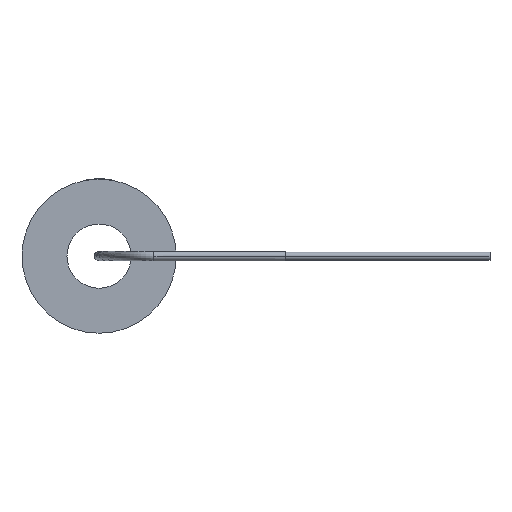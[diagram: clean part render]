
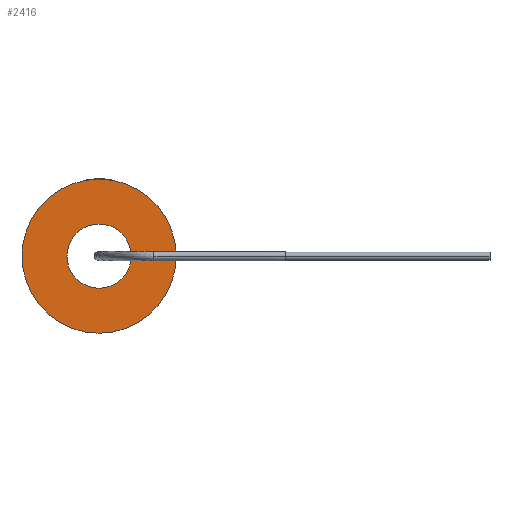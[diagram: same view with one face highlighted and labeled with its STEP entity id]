
A CAD part, left-side view. The second image highlights one B-rep face of the part: STEP entity #2416.
In plain terms, the highlighted planar face has unit normal (-1, 0, 0).
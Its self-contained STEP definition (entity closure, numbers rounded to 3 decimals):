
#39 = EDGE_CURVE ( 'NONE', #2872, #3591, #1241, .T. ) ;
#42 = PLANE ( 'NONE',  #3356 ) ;
#118 = DIRECTION ( 'NONE',  ( 1., 0., 0. ) ) ;
#419 = ORIENTED_EDGE ( 'NONE', *, *, #4428, .F. ) ;
#707 = VERTEX_POINT ( 'NONE', #1020 ) ;
#766 = EDGE_LOOP ( 'NONE', ( #419, #2240 ) ) ;
#832 = ORIENTED_EDGE ( 'NONE', *, *, #1217, .T. ) ;
#840 = ORIENTED_EDGE ( 'NONE', *, *, #39, .T. ) ;
#935 = AXIS2_PLACEMENT_3D ( 'NONE', #4008, #1954, #1595 ) ;
#1020 = CARTESIAN_POINT ( 'NONE',  ( 0., 0., 2.454 ) ) ;
#1208 = DIRECTION ( 'NONE',  ( 1., 0., 0. ) ) ;
#1217 = EDGE_CURVE ( 'NONE', #3591, #2872, #1551, .T. ) ;
#1241 = CIRCLE ( 'NONE', #1629, 1.023 ) ;
#1256 = DIRECTION ( 'NONE',  ( 0., 0., -1. ) ) ;
#1529 = CIRCLE ( 'NONE', #2825, 2.454 ) ;
#1551 = CIRCLE ( 'NONE', #3877, 1.023 ) ;
#1595 = DIRECTION ( 'NONE',  ( 0., 0., -1. ) ) ;
#1629 = AXIS2_PLACEMENT_3D ( 'NONE', #3363, #2402, #5182 ) ;
#1954 = DIRECTION ( 'NONE',  ( 1., 0., 0. ) ) ;
#1972 = CARTESIAN_POINT ( 'NONE',  ( 0., 0., 1.023 ) ) ;
#2026 = CARTESIAN_POINT ( 'NONE',  ( 0., 0., 0. ) ) ;
#2240 = ORIENTED_EDGE ( 'NONE', *, *, #3665, .F. ) ;
#2250 = CARTESIAN_POINT ( 'NONE',  ( 0., 0., -2.454 ) ) ;
#2402 = DIRECTION ( 'NONE',  ( 1., 0., 0. ) ) ;
#2416 = ADVANCED_FACE ( 'NONE', ( #4463, #3463 ), #42, .F. ) ;
#2825 = AXIS2_PLACEMENT_3D ( 'NONE', #3413, #118, #3357 ) ;
#2872 = VERTEX_POINT ( 'NONE', #3568 ) ;
#3264 = DIRECTION ( 'NONE',  ( 1., 0., 0. ) ) ;
#3269 = DIRECTION ( 'NONE',  ( 0., 0., -1. ) ) ;
#3284 = VERTEX_POINT ( 'NONE', #2250 ) ;
#3356 = AXIS2_PLACEMENT_3D ( 'NONE', #2026, #3264, #1256 ) ;
#3357 = DIRECTION ( 'NONE',  ( 0., 0., -1. ) ) ;
#3363 = CARTESIAN_POINT ( 'NONE',  ( 0., 0., 0. ) ) ;
#3413 = CARTESIAN_POINT ( 'NONE',  ( 0., 0., 0. ) ) ;
#3415 = EDGE_LOOP ( 'NONE', ( #832, #840 ) ) ;
#3463 = FACE_BOUND ( 'NONE', #3415, .T. ) ;
#3568 = CARTESIAN_POINT ( 'NONE',  ( 0., 0., -1.023 ) ) ;
#3591 = VERTEX_POINT ( 'NONE', #1972 ) ;
#3640 = CARTESIAN_POINT ( 'NONE',  ( 0., 0., 0. ) ) ;
#3665 = EDGE_CURVE ( 'NONE', #3284, #707, #4767, .T. ) ;
#3877 = AXIS2_PLACEMENT_3D ( 'NONE', #3640, #1208, #3269 ) ;
#4008 = CARTESIAN_POINT ( 'NONE',  ( 0., 0., 0. ) ) ;
#4428 = EDGE_CURVE ( 'NONE', #707, #3284, #1529, .T. ) ;
#4463 = FACE_OUTER_BOUND ( 'NONE', #766, .T. ) ;
#4767 = CIRCLE ( 'NONE', #935, 2.454 ) ;
#5182 = DIRECTION ( 'NONE',  ( 0., 0., -1. ) ) ;
